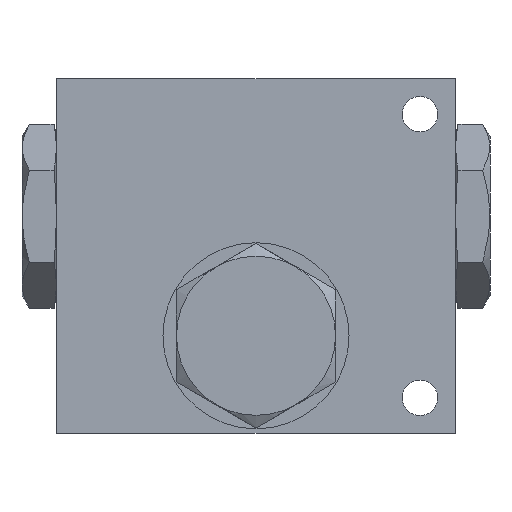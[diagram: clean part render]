
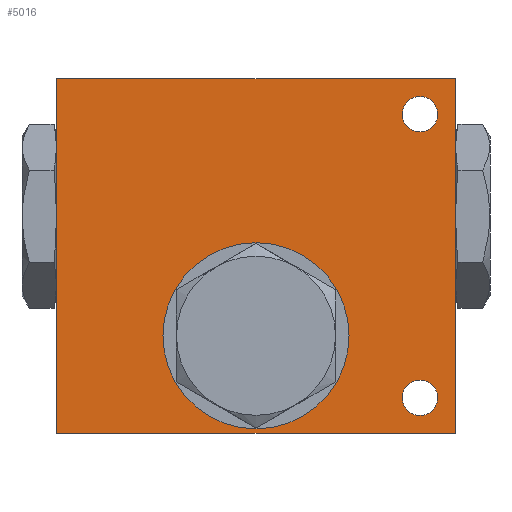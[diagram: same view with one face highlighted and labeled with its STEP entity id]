
A CAD part, front view. The second image highlights one B-rep face of the part: STEP entity #5016.
In plain terms, the highlighted planar face has unit normal (0, -1, 0).
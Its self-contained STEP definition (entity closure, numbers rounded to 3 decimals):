
#340=FACE_BOUND('',#878,.T.);
#341=FACE_BOUND('',#879,.T.);
#342=FACE_BOUND('',#880,.T.);
#398=PLANE('',#5357);
#571=FACE_OUTER_BOUND('',#877,.T.);
#877=EDGE_LOOP('',(#3499,#3500,#3501,#3502));
#878=EDGE_LOOP('',(#3503));
#879=EDGE_LOOP('',(#3504));
#880=EDGE_LOOP('',(#3505));
#1237=LINE('',#7236,#1638);
#1243=LINE('',#7262,#1644);
#1246=LINE('',#7275,#1647);
#1247=LINE('',#7276,#1648);
#1638=VECTOR('',#5852,90.);
#1644=VECTOR('',#5860,80.);
#1647=VECTOR('',#5873,80.);
#1648=VECTOR('',#5874,90.);
#2041=CIRCLE('',#5358,21.);
#2042=CIRCLE('',#5359,4.);
#2043=CIRCLE('',#5360,4.);
#2244=VERTEX_POINT('',#7230);
#2246=VERTEX_POINT('',#7234);
#2254=VERTEX_POINT('',#7261);
#2259=VERTEX_POINT('',#7274);
#2260=VERTEX_POINT('',#7277);
#2261=VERTEX_POINT('',#7279);
#2262=VERTEX_POINT('',#7281);
#2736=EDGE_CURVE('',#2244,#2246,#1237,.T.);
#2744=EDGE_CURVE('',#2244,#2254,#1243,.T.);
#2751=EDGE_CURVE('',#2246,#2259,#1246,.T.);
#2752=EDGE_CURVE('',#2254,#2259,#1247,.T.);
#2753=EDGE_CURVE('',#2260,#2260,#2041,.T.);
#2754=EDGE_CURVE('',#2261,#2261,#2042,.T.);
#2755=EDGE_CURVE('',#2262,#2262,#2043,.T.);
#3499=ORIENTED_EDGE('',*,*,#2736,.T.);
#3500=ORIENTED_EDGE('',*,*,#2751,.T.);
#3501=ORIENTED_EDGE('',*,*,#2752,.F.);
#3502=ORIENTED_EDGE('',*,*,#2744,.F.);
#3503=ORIENTED_EDGE('',*,*,#2753,.F.);
#3504=ORIENTED_EDGE('',*,*,#2754,.F.);
#3505=ORIENTED_EDGE('',*,*,#2755,.F.);
#5016=ADVANCED_FACE('',(#571,#340,#341,#342),#398,.T.);
#5357=AXIS2_PLACEMENT_3D('',#7273,#5871,#5872);
#5358=AXIS2_PLACEMENT_3D('',#7278,#5875,#5876);
#5359=AXIS2_PLACEMENT_3D('',#7280,#5877,#5878);
#5360=AXIS2_PLACEMENT_3D('',#7282,#5879,#5880);
#5852=DIRECTION('',(1.,0.,0.));
#5860=DIRECTION('',(0.,0.,1.));
#5871=DIRECTION('center_axis',(0.,-1.,0.));
#5872=DIRECTION('ref_axis',(-1.,0.,0.));
#5873=DIRECTION('',(0.,0.,1.));
#5874=DIRECTION('',(1.,0.,0.));
#5875=DIRECTION('center_axis',(0.,-1.,0.));
#5876=DIRECTION('ref_axis',(0.,0.,-1.));
#5877=DIRECTION('center_axis',(0.,-1.,0.));
#5878=DIRECTION('ref_axis',(0.,0.,-1.));
#5879=DIRECTION('center_axis',(0.,-1.,0.));
#5880=DIRECTION('ref_axis',(0.,0.,-1.));
#7230=CARTESIAN_POINT('',(0.,0.,0.));
#7234=CARTESIAN_POINT('',(90.,0.,0.));
#7236=CARTESIAN_POINT('',(0.,0.,0.));
#7261=CARTESIAN_POINT('',(0.,0.,80.));
#7262=CARTESIAN_POINT('',(0.,0.,0.));
#7273=CARTESIAN_POINT('Origin',(0.,0.,0.));
#7274=CARTESIAN_POINT('',(90.,0.,80.));
#7275=CARTESIAN_POINT('',(90.,0.,0.));
#7276=CARTESIAN_POINT('',(0.,0.,80.));
#7277=CARTESIAN_POINT('',(45.,0.,43.));
#7278=CARTESIAN_POINT('Origin',(45.,0.,22.));
#7279=CARTESIAN_POINT('',(82.,0.,68.));
#7280=CARTESIAN_POINT('Origin',(82.,0.,72.));
#7281=CARTESIAN_POINT('',(82.,0.,4.));
#7282=CARTESIAN_POINT('Origin',(82.,0.,8.));
